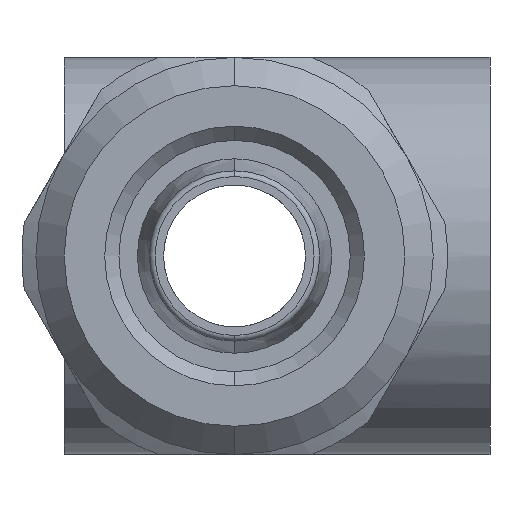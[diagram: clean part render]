
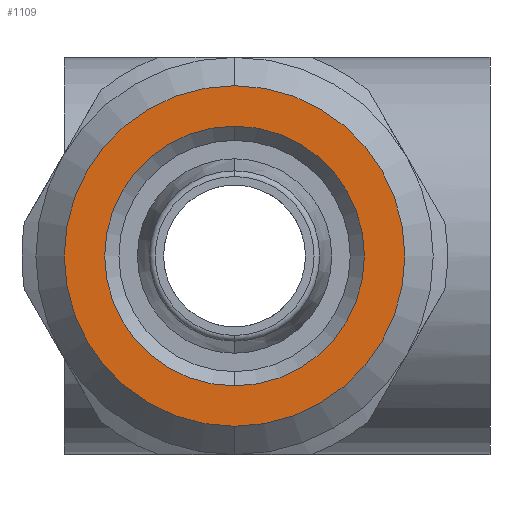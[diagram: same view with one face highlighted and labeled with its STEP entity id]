
A CAD part, left-side view. The second image highlights one B-rep face of the part: STEP entity #1109.
In plain terms, the highlighted planar face has unit normal (-1, 0, 0).
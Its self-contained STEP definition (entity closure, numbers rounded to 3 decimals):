
#908 = CARTESIAN_POINT ( 'NONE',  ( -22.352, 0., 4.575 ) ) ;
#910 = CARTESIAN_POINT ( 'NONE',  ( -22.352, 0., -4.575 ) ) ;
#915 = CARTESIAN_POINT ( 'NONE',  ( -22.352, 0., 6. ) ) ;
#926 = CARTESIAN_POINT ( 'NONE',  ( -22.352, 0., -6. ) ) ;
#1109 = ADVANCED_FACE ( 'NONE', ( #1482, #1483 ), #3066, .T. ) ;
#1112 = EDGE_CURVE ( 'NONE', #4330, #4341, #3563, .T. ) ;
#1118 = EDGE_CURVE ( 'NONE', #4325, #4323, #3503, .T. ) ;
#1311 = EDGE_LOOP ( 'NONE', ( #4178, #4179 ) ) ;
#1357 = EDGE_LOOP ( 'NONE', ( #4181, #4180 ) ) ;
#1482 = FACE_BOUND ( 'NONE', #1311, .T. ) ;
#1483 = FACE_OUTER_BOUND ( 'NONE', #1357, .T. ) ;
#2265 = CARTESIAN_POINT ( 'NONE',  ( -22.352, 0., 0. ) ) ;
#2266 = DIRECTION ( 'NONE',  ( 1., 0., 0. ) ) ;
#2267 = DIRECTION ( 'NONE',  ( 0., 0., -1. ) ) ;
#2305 = CARTESIAN_POINT ( 'NONE',  ( -22.352, 0., 0. ) ) ;
#2306 = DIRECTION ( 'NONE',  ( 1., 0., 0. ) ) ;
#2307 = DIRECTION ( 'NONE',  ( 0., 0., -1. ) ) ;
#2469 = AXIS2_PLACEMENT_3D ( 'NONE', #2305, #2306, #2307 ) ;
#2491 = AXIS2_PLACEMENT_3D ( 'NONE', #2265, #2266, #2267 ) ;
#2497 = CIRCLE ( 'NONE', #2469, 4.575 ) ;
#3066 = PLANE ( 'NONE',  #3595 ) ;
#3067 = CARTESIAN_POINT ( 'NONE',  ( -22.352, 6., 0. ) ) ;
#3068 = DIRECTION ( 'NONE',  ( -1., 0., 0. ) ) ;
#3069 = DIRECTION ( 'NONE',  ( 0., 0., 1. ) ) ;
#3079 = CARTESIAN_POINT ( 'NONE',  ( -22.352, 0., 0. ) ) ;
#3080 = DIRECTION ( 'NONE',  ( 1., 0., 0. ) ) ;
#3081 = DIRECTION ( 'NONE',  ( 0., 0., -1. ) ) ;
#3098 = CARTESIAN_POINT ( 'NONE',  ( -22.352, 0., 0. ) ) ;
#3099 = DIRECTION ( 'NONE',  ( 1., 0., 0. ) ) ;
#3100 = DIRECTION ( 'NONE',  ( 0., 0., -1. ) ) ;
#3321 = EDGE_CURVE ( 'NONE', #4341, #4330, #3960, .T. ) ;
#3336 = EDGE_CURVE ( 'NONE', #4323, #4325, #2497, .T. ) ;
#3503 = CIRCLE ( 'NONE', #3506, 4.575 ) ;
#3506 = AXIS2_PLACEMENT_3D ( 'NONE', #3098, #3099, #3100 ) ;
#3561 = AXIS2_PLACEMENT_3D ( 'NONE', #3079, #3080, #3081 ) ;
#3563 = CIRCLE ( 'NONE', #3561, 6. ) ;
#3595 = AXIS2_PLACEMENT_3D ( 'NONE', #3067, #3068, #3069 ) ;
#3960 = CIRCLE ( 'NONE', #2491, 6. ) ;
#4178 = ORIENTED_EDGE ( 'NONE', *, *, #3336, .T. ) ;
#4179 = ORIENTED_EDGE ( 'NONE', *, *, #1118, .T. ) ;
#4180 = ORIENTED_EDGE ( 'NONE', *, *, #1112, .F. ) ;
#4181 = ORIENTED_EDGE ( 'NONE', *, *, #3321, .F. ) ;
#4323 = VERTEX_POINT ( 'NONE', #908 ) ;
#4325 = VERTEX_POINT ( 'NONE', #910 ) ;
#4330 = VERTEX_POINT ( 'NONE', #915 ) ;
#4341 = VERTEX_POINT ( 'NONE', #926 ) ;
